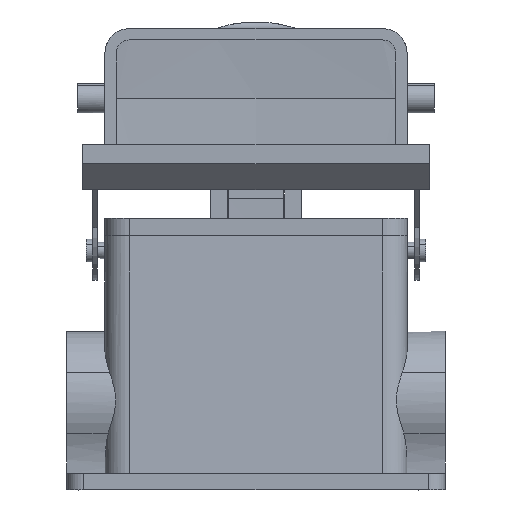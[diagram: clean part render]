
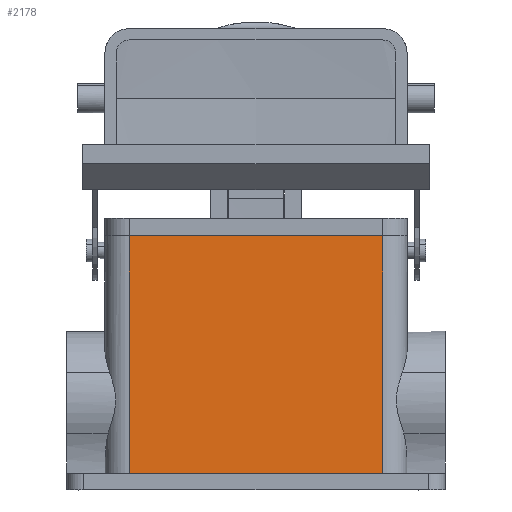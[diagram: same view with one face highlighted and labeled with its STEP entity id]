
A CAD part, left-side view. The second image highlights one B-rep face of the part: STEP entity #2178.
In plain terms, the highlighted planar face has unit normal (-0.999, 0, 0.035).
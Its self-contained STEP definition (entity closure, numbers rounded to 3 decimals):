
#2165=AXIS2_PLACEMENT_3D('Plane Axis2P3D',#2162,#2163,#2164) ;
#914=CARTESIAN_POINT('Vertex',(15.933,19.35,5.)) ;
#917=CARTESIAN_POINT('Line Origine',(15.933,58.5,5.)) ;
#921=CARTESIAN_POINT('Vertex',(15.933,97.65,5.)) ;
#1537=CARTESIAN_POINT('Line Origine',(18.5,58.5,78.5)) ;
#1541=CARTESIAN_POINT('Vertex',(18.5,97.65,78.5)) ;
#1543=CARTESIAN_POINT('Vertex',(18.5,19.35,78.5)) ;
#2047=CARTESIAN_POINT('Line Origine',(17.169,19.35,40.381)) ;
#2162=CARTESIAN_POINT('Axis2P3D Location',(18.5,58.5,78.5)) ;
#2167=CARTESIAN_POINT('Line Origine',(17.217,97.65,41.75)) ;
#918=DIRECTION('Vector Direction',(0.,1.,0.)) ;
#1538=DIRECTION('Vector Direction',(0.,1.,0.)) ;
#2048=DIRECTION('Vector Direction',(0.035,0.,0.999)) ;
#2163=DIRECTION('Axis2P3D Direction',(-0.999,0.,0.035)) ;
#2164=DIRECTION('Axis2P3D XDirection',(0.,1.,0.)) ;
#2168=DIRECTION('Vector Direction',(-0.035,0.,-0.999)) ;
#919=VECTOR('Line Direction',#918,1.) ;
#1539=VECTOR('Line Direction',#1538,1.) ;
#2049=VECTOR('Line Direction',#2048,1.) ;
#2169=VECTOR('Line Direction',#2168,1.) ;
#2173=ORIENTED_EDGE('',*,*,#2051,.F.) ;
#2174=ORIENTED_EDGE('',*,*,#1545,.F.) ;
#2175=ORIENTED_EDGE('',*,*,#2171,.F.) ;
#2176=ORIENTED_EDGE('',*,*,#923,.F.) ;
#2178=ADVANCED_FACE('Housing',(#2177),#2166,.T.) ;
#923=EDGE_CURVE('',#915,#922,#920,.T.) ;
#1545=EDGE_CURVE('',#1542,#1544,#1540,.F.) ;
#2051=EDGE_CURVE('',#1544,#915,#2050,.F.) ;
#2171=EDGE_CURVE('',#922,#1542,#2170,.F.) ;
#2172=EDGE_LOOP('',(#2173,#2174,#2175,#2176)) ;
#2177=FACE_OUTER_BOUND('',#2172,.T.) ;
#920=LINE('Line',#917,#919) ;
#1540=LINE('Line',#1537,#1539) ;
#2050=LINE('Line',#2047,#2049) ;
#2170=LINE('Line',#2167,#2169) ;
#2166=PLANE('',#2165) ;
#915=VERTEX_POINT('',#914) ;
#922=VERTEX_POINT('',#921) ;
#1542=VERTEX_POINT('',#1541) ;
#1544=VERTEX_POINT('',#1543) ;
